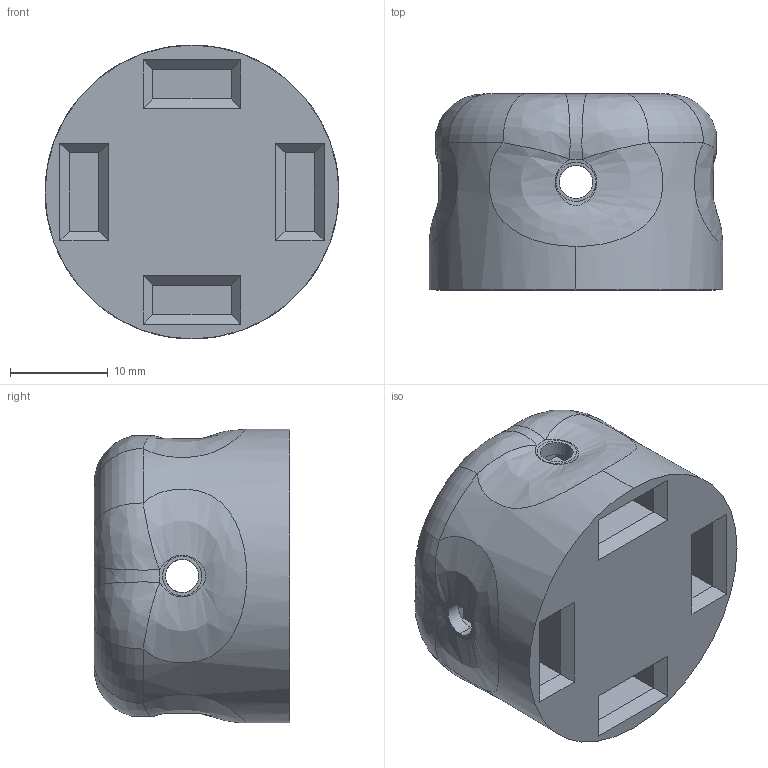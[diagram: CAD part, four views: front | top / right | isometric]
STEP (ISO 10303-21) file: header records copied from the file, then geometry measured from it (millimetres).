
FILE_DESCRIPTION (( 'STEP AP214' ), '1' );
FILE_NAME ('Hex Adapter.STEP', '2024-11-29T05:09:07', ( '' ), ( '' ), 'SwSTEP 2.0', 'SolidWorks 2024', '' );
FILE_SCHEMA (( 'AUTOMOTIVE_DESIGN' ));
Length unit declared in the file: millimetre
Products named in the file (1): Hex Adapter
Bounding box: 30 x 20 x 30 mm (x, y, z)
Volume: 9777.1 mm3; surface area: 5110.5 mm2
Topology: 1 solids, 1 shells, 101 faces, 250 edges, 154 vertices
Faces by surface type: plane 55, bspline 24, cylinder 18, torus 4
Entity records: 5871 total; most frequent: CARTESIAN_POINT 3600, ORIENTED_EDGE 500, DIRECTION 410, EDGE_CURVE 250, VERTEX_POINT 154, AXIS2_PLACEMENT_3D 140, LINE 130, VECTOR 130
